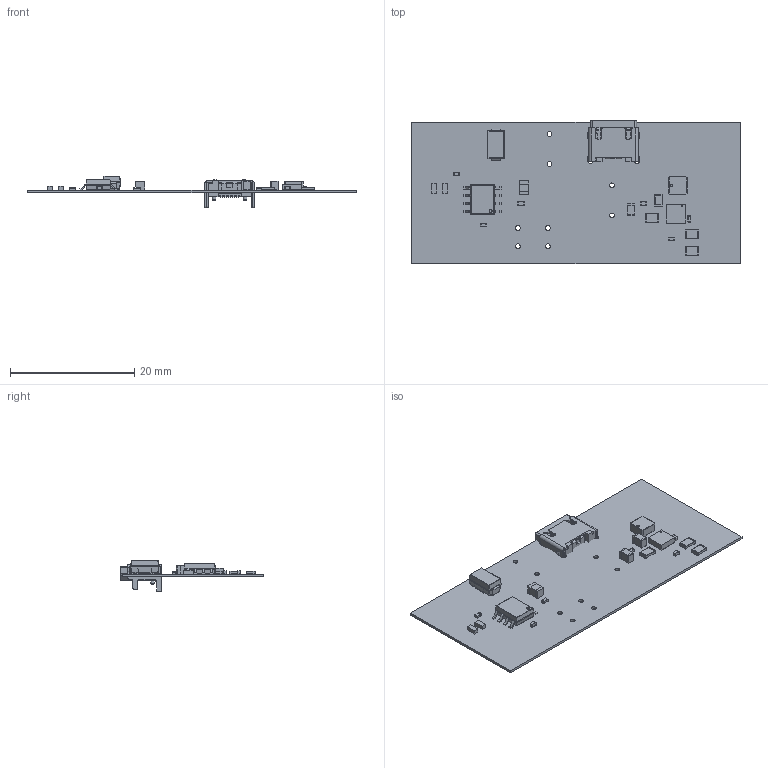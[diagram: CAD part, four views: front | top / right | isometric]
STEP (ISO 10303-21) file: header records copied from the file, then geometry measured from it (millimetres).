
FILE_DESCRIPTION(('Open CASCADE Model'),'2;1');
FILE_NAME('Open CASCADE Shape Model','2021-04-21T15:48:14',('Author'),( 'Open CASCADE'),'Open CASCADE STEP processor 6.8','Open CASCADE 6.8' ,'Unknown');
FILE_SCHEMA(('AUTOMOTIVE_DESIGN { 1 0 10303 214 1 1 1 1 }'));
Length unit declared in the file: millimetre
Products named in the file (1): PCB
Bounding box: 52.7 x 23 x 5.14 mm (x, y, z)
Volume: 634.9 mm3; surface area: 3368 mm2
Topology: 51 solids, 205 shells, 1454 faces, 3936 edges, 2678 vertices
Faces by surface type: plane 971, cylinder 395, sphere 48, bspline 22, revolution 8, torus 8, cone 2
Full cylindrical faces by diameter (mm): 0.15 x1, 0.487 x1, 0.6 x2, 0.762 x8, 0.8 x2
Entity records: 47440 total; most frequent: CARTESIAN_POINT 9188, DIRECTION 7485, ORIENTED_EDGE 7174, EDGE_CURVE 3928, LINE 3075, VECTOR 3075, VERTEX_POINT 2678, AXIS2_PLACEMENT_3D 2201
